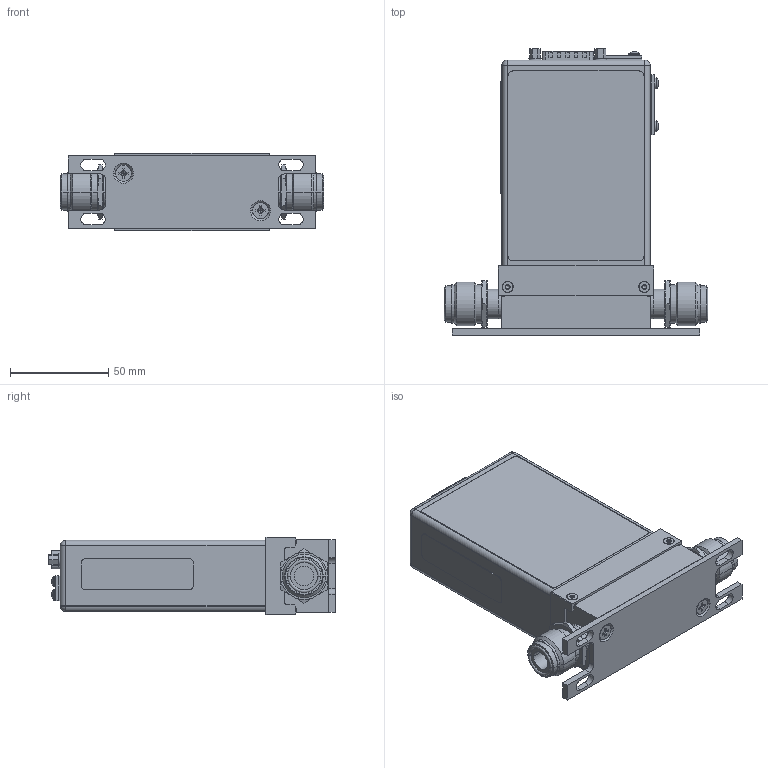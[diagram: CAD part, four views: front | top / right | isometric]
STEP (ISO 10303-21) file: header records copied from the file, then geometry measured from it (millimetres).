
FILE_DESCRIPTION((''),'2;1');
FILE_NAME('IE50A_4VCR_15-PIN_4-20MA_ASM','2013-10-24T',('cockrofm'),('MKS Instruments, Inc.'),'PRO/ENGINEER BY PARAMETRIC TECHNOLOGY CORPORATION, 2009060','PRO/ENGINEER BY PARAMETRIC TECHNOLOGY CORPORATION, 2009060','');
FILE_SCHEMA(('AUTOMOTIVE_DESIGN { 1 2 10303 214 0 1 1 1 }'));
Length unit declared in the file: inch
Products named in the file (21): 1049100_DUMMY_BLANK; 1048244_FLANGE; 1050213_ENCLOSURE; 1050523_WELDMENT_ASM; 1051501_ENCLOSURE; 1051502_WELDMENT_ASM; 1046660_FOR_RJ45; 1046661_PLATE_COVER; 1051195-001; 1048649_15-PIN_CONN; 1048642_STANDOFF_4-40; 1046660_FOR_SWITCHES; 1050727_PLATE_COVER; 1048485_LABEL; 1048486_LABEL_REAR; 119937-P9_LARGE-SINGLE; 1051209; 1051991_FITTING_8VCR; 1053145_MOUNTING-PLATE; 160-3973; IE50A_4VCR_15-PIN_4-20MA_ASM
Assembly tree (37 placements, depth 3):
  IE50A_4VCR_15-PIN_4-20MA_ASM
    1049100_DUMMY_BLANK
    1050523_WELDMENT_ASM
      1048244_FLANGE
      1050213_ENCLOSURE
    1051502_WELDMENT_ASM
      1048244_FLANGE
      1051501_ENCLOSURE
    1046660_FOR_RJ45
    1046661_PLATE_COVER
    1051195-001  x8
    1048649_15-PIN_CONN  x2
    1048642_STANDOFF_4-40  x4
    1046660_FOR_SWITCHES
    1050727_PLATE_COVER
    1048485_LABEL
    1048486_LABEL_REAR
    119937-P9_LARGE-SINGLE
    1051209  x4
    1051991_FITTING_8VCR  x2
    1053145_MOUNTING-PLATE
    160-3973  x2
Bounding box: 134.11 x 145.87 x 39.47 mm (x, y, z)
Volume: 155842.3 mm3; surface area: 186781.9 mm2
Topology: 43 solids, 49 shells, 2064 faces, 4946 edges, 2952 vertices
Faces by surface type: plane 748, cylinder 660, bspline 254, cone 200, torus 106, extrusion 64, sphere 32
Entity records: 38461 total; most frequent: CARTESIAN_POINT 8552, DIRECTION 4610, ORIENTED_EDGE 4384, EDGE_CURVE 2204, PRESENTATION_STYLE_ASSIGNMENT 1919, AXIS2_PLACEMENT_3D 1728, STYLED_ITEM 1711, CURVE_STYLE 1694
